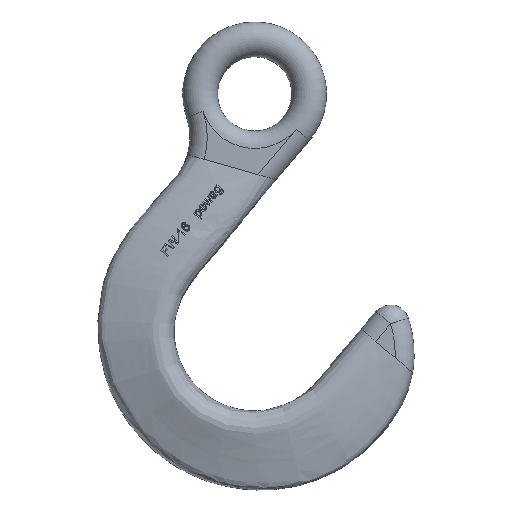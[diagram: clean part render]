
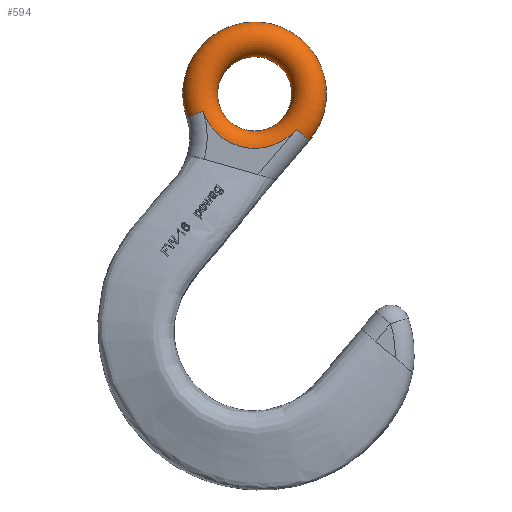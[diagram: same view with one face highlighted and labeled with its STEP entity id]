
A CAD part, top view. The second image highlights one B-rep face of the part: STEP entity #594.
In plain terms, the highlighted toroidal (fillet/blend) face has major radius 34.5 mm and minor radius 11 mm.
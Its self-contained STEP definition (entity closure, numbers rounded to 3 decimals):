
#128=TOROIDAL_SURFACE('',#3264,34.5,11.);
#580=CIRCLE('',#3255,34.5);
#582=CIRCLE('',#3258,11.);
#584=CIRCLE('',#3261,11.);
#585=CIRCLE('',#3263,34.5);
#594=ADVANCED_FACE('',(#782),#128,.T.);
#782=FACE_OUTER_BOUND('',#977,.T.);
#977=EDGE_LOOP('',(#1291,#1292,#1293,#1294));
#1291=ORIENTED_EDGE('',*,*,#2522,.T.);
#1292=ORIENTED_EDGE('',*,*,#2519,.F.);
#1293=ORIENTED_EDGE('',*,*,#2527,.T.);
#1294=ORIENTED_EDGE('',*,*,#2528,.T.);
#2209=VERTEX_POINT('',#6755);
#2210=VERTEX_POINT('',#6756);
#2211=VERTEX_POINT('',#6761);
#2214=VERTEX_POINT('',#6789);
#2519=EDGE_CURVE('',#2209,#2210,#580,.T.);
#2522=EDGE_CURVE('',#2211,#2210,#582,.T.);
#2527=EDGE_CURVE('',#2209,#2214,#584,.T.);
#2528=EDGE_CURVE('',#2214,#2211,#585,.T.);
#3255=AXIS2_PLACEMENT_3D('',#6754,#3333,#3334);
#3258=AXIS2_PLACEMENT_3D('',#6760,#3340,#3341);
#3261=AXIS2_PLACEMENT_3D('',#6790,#3347,#3348);
#3263=AXIS2_PLACEMENT_3D('',#6792,#3351,#3352);
#3264=AXIS2_PLACEMENT_3D('',#6793,#3353,#3354);
#3333=DIRECTION('',(0.,0.,-1.));
#3334=DIRECTION('',(-1.,0.,0.));
#3340=DIRECTION('',(-0.321,0.947,0.));
#3341=DIRECTION('',(-0.947,-0.321,0.));
#3347=DIRECTION('',(0.645,0.764,0.));
#3348=DIRECTION('',(-0.764,0.645,0.));
#3351=DIRECTION('',(0.,0.,-1.));
#3352=DIRECTION('',(-1.,0.,0.));
#3353=DIRECTION('',(0.,0.,-1.));
#3354=DIRECTION('',(-1.,0.,0.));
#6754=CARTESIAN_POINT('',(0.,149.5,11.));
#6755=CARTESIAN_POINT('',(26.35,127.231,11.));
#6756=CARTESIAN_POINT('',(-32.669,138.411,11.));
#6760=CARTESIAN_POINT('',(-32.669,138.411,0.));
#6761=CARTESIAN_POINT('',(-32.669,138.411,-11.));
#6789=CARTESIAN_POINT('',(26.35,127.231,-11.));
#6790=CARTESIAN_POINT('',(26.35,127.231,0.));
#6792=CARTESIAN_POINT('',(0.,149.5,-11.));
#6793=CARTESIAN_POINT('',(0.,149.5,0.));
